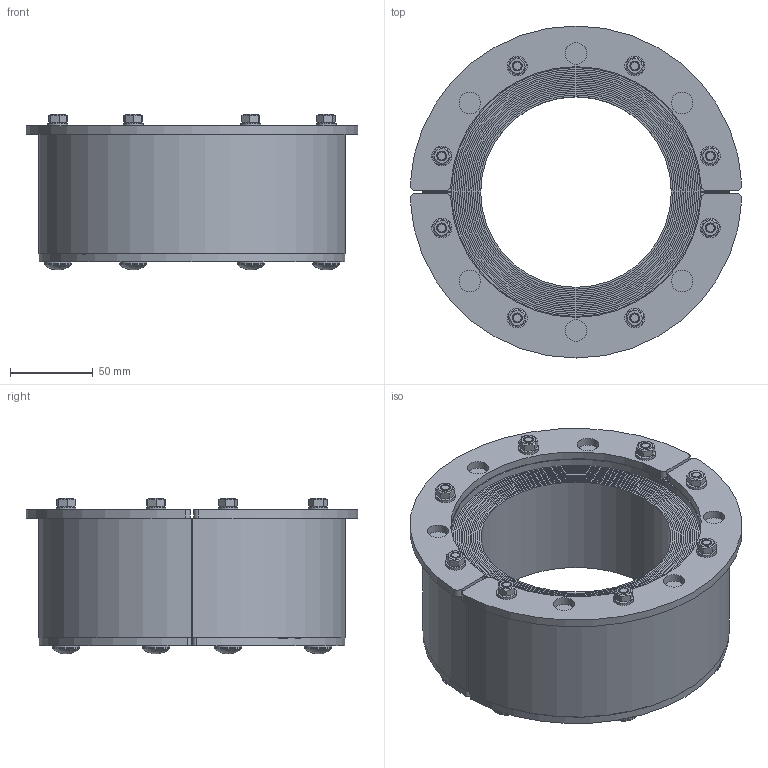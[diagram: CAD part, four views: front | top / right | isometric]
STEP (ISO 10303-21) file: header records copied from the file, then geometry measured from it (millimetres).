
FILE_DESCRIPTION((''),'2;1');
FILE_NAME('RSUG185WOC.stp','2016-02-05T08:48:46',('se-mareng'),(''),'Autodesk Inventor 2013','Autodesk Inventor 2013','');
FILE_SCHEMA(('AUTOMOTIVE_DESIGN { 1 0 10303 214 1 1 1 1 }'));
Length unit declared in the file: millimetre
Products named in the file (10): 100-055754; 100-055755; 100-055759; 100-055758; 100-055756; DIN 603 M6 x 90; 100-006387; ISO 7089 6 - 140 HV; ISO 4032 M6; 100-055757
Assembly tree (40 placements, depth 3):
  100-055754
    100-055755  x2
      100-055759
      100-055758
    100-055756  x2
    DIN 603 M6 x 90  x8
    100-006387  x8
    ISO 7089 6 - 140 HV  x8
    ISO 4032 M6  x8
    100-055757  x2
Bounding box: 199.83 x 200 x 93.79 mm (x, y, z)
Volume: 1246225.4 mm3; surface area: 1048901.7 mm2
Topology: 70 solids, 70 shells, 1892 faces, 4834 edges, 3204 vertices
Faces by surface type: plane 1324, bspline 278, cylinder 210, cone 72, sphere 8
Full cylindrical faces by diameter (mm): 4.917 x8, 5.5 x8, 6 x8, 6.2 x8, 6.4 x8, 12 x8, 13 x6, 16.5 x8, 16.55 x8
Entity records: 26656 total; most frequent: CARTESIAN_POINT 6327, ORIENTED_EDGE 4304, DIRECTION 3522, EDGE_CURVE 2152, VECTOR 1672, LINE 1672, VERTEX_POINT 1446, EDGE_LOOP 948
